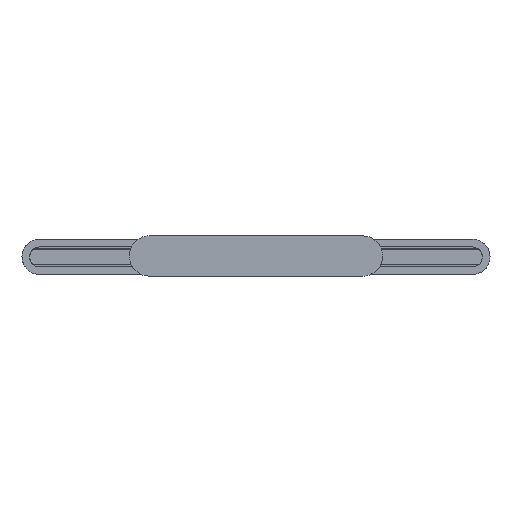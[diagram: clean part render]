
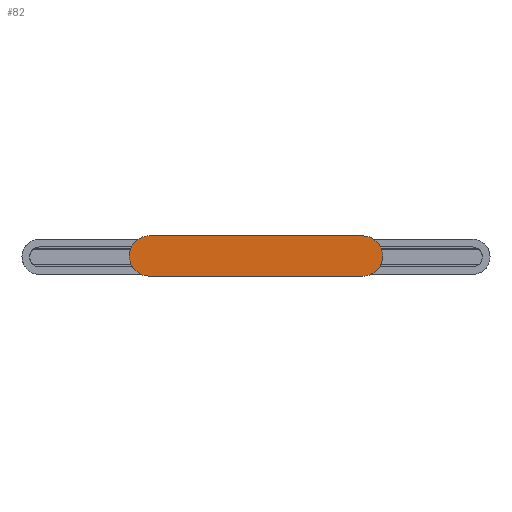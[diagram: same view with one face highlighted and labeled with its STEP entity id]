
A CAD part, top view. The second image highlights one B-rep face of the part: STEP entity #82.
In plain terms, the highlighted planar face has unit normal (0, 0, 1).
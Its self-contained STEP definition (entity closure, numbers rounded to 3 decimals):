
#82=ADVANCED_FACE($,(#204),#1559,.T.);
#204=FACE_OUTER_BOUND($,#332,.T.);
#332=EDGE_LOOP($,(#660,#661,#662,#663,#664,#665));
#660=ORIENTED_EDGE($,*,*,#1169,.F.);
#661=ORIENTED_EDGE($,*,*,#1163,.F.);
#662=ORIENTED_EDGE($,*,*,#1156,.F.);
#663=ORIENTED_EDGE($,*,*,#1146,.F.);
#664=ORIENTED_EDGE($,*,*,#1154,.F.);
#665=ORIENTED_EDGE($,*,*,#1158,.F.);
#1146=EDGE_CURVE($,#1420,#1421,#1864,.T.);
#1154=EDGE_CURVE($,#1425,#1420,#1725,.T.);
#1156=EDGE_CURVE($,#1421,#1426,#1727,.T.);
#1158=EDGE_CURVE($,#1427,#1425,#1729,.T.);
#1163=EDGE_CURVE($,#1426,#1430,#1734,.T.);
#1169=EDGE_CURVE($,#1430,#1427,#1867,.T.);
#1420=VERTEX_POINT($,#3796);
#1421=VERTEX_POINT($,#3797);
#1425=VERTEX_POINT($,#3801);
#1426=VERTEX_POINT($,#3802);
#1427=VERTEX_POINT($,#3803);
#1430=VERTEX_POINT($,#3806);
#1559=PLANE($,#2077);
#1725=(
BOUNDED_CURVE()
B_SPLINE_CURVE(2,(#2987,#2988,#2989),.UNSPECIFIED.,.F.,.F.)
B_SPLINE_CURVE_WITH_KNOTS((3,3),(61.261,122.522),.UNSPECIFIED.)
CURVE()
GEOMETRIC_REPRESENTATION_ITEM()
RATIONAL_B_SPLINE_CURVE((1.,0.707,1.))
REPRESENTATION_ITEM($)
);
#1727=(
BOUNDED_CURVE()
B_SPLINE_CURVE(2,(#2992,#2993,#2994),.UNSPECIFIED.,.F.,.F.)
B_SPLINE_CURVE_WITH_KNOTS((3,3),(0.,61.261),.UNSPECIFIED.)
CURVE()
GEOMETRIC_REPRESENTATION_ITEM()
RATIONAL_B_SPLINE_CURVE((1.,0.707,1.))
REPRESENTATION_ITEM($)
);
#1729=(
BOUNDED_CURVE()
B_SPLINE_CURVE(2,(#2997,#2998,#2999),.UNSPECIFIED.,.F.,.F.)
B_SPLINE_CURVE_WITH_KNOTS((3,3),(0.,61.261),
.UNSPECIFIED.)
CURVE()
GEOMETRIC_REPRESENTATION_ITEM()
RATIONAL_B_SPLINE_CURVE((1.,0.707,1.))
REPRESENTATION_ITEM($)
);
#1734=(
BOUNDED_CURVE()
B_SPLINE_CURVE(2,(#3009,#3010,#3011),.UNSPECIFIED.,.F.,.F.)
B_SPLINE_CURVE_WITH_KNOTS((3,3),(61.261,122.522),.UNSPECIFIED.)
CURVE()
GEOMETRIC_REPRESENTATION_ITEM()
RATIONAL_B_SPLINE_CURVE((1.,0.707,1.))
REPRESENTATION_ITEM($)
);
#1864=B_SPLINE_CURVE_WITH_KNOTS($,1,(#2969,#2970),.UNSPECIFIED.,.F.,.F.,
(2,2),(-412.,0.),.UNSPECIFIED.);
#1867=B_SPLINE_CURVE_WITH_KNOTS($,1,(#3024,#3025),.UNSPECIFIED.,.F.,.F.,
(2,2),(-412.,0.),.UNSPECIFIED.);
#2077=AXIS2_PLACEMENT_3D($,#3545,#2130,$);
#2130=DIRECTION($,(0.,0.,1.));
#2969=CARTESIAN_POINT($,(206.,-39.,0.));
#2970=CARTESIAN_POINT($,(-206.,-39.,0.));
#2987=CARTESIAN_POINT($,(245.,0.,0.));
#2988=CARTESIAN_POINT($,(245.,-39.,0.));
#2989=CARTESIAN_POINT($,(206.,-39.,0.));
#2992=CARTESIAN_POINT($,(-206.,-39.,0.));
#2993=CARTESIAN_POINT($,(-245.,-39.,0.));
#2994=CARTESIAN_POINT($,(-245.,0.,0.));
#2997=CARTESIAN_POINT($,(206.,39.,0.));
#2998=CARTESIAN_POINT($,(245.,39.,0.));
#2999=CARTESIAN_POINT($,(245.,0.,0.));
#3009=CARTESIAN_POINT($,(-245.,0.,0.));
#3010=CARTESIAN_POINT($,(-245.,39.,0.));
#3011=CARTESIAN_POINT($,(-206.,39.,0.));
#3024=CARTESIAN_POINT($,(-206.,39.,0.));
#3025=CARTESIAN_POINT($,(206.,39.,0.));
#3545=CARTESIAN_POINT($,(-249.9,-39.,0.));
#3796=CARTESIAN_POINT($,(206.,-39.,0.));
#3797=CARTESIAN_POINT($,(-206.,-39.,0.));
#3801=CARTESIAN_POINT($,(245.,0.,0.));
#3802=CARTESIAN_POINT($,(-245.,0.,0.));
#3803=CARTESIAN_POINT($,(206.,39.,0.));
#3806=CARTESIAN_POINT($,(-206.,39.,0.));
